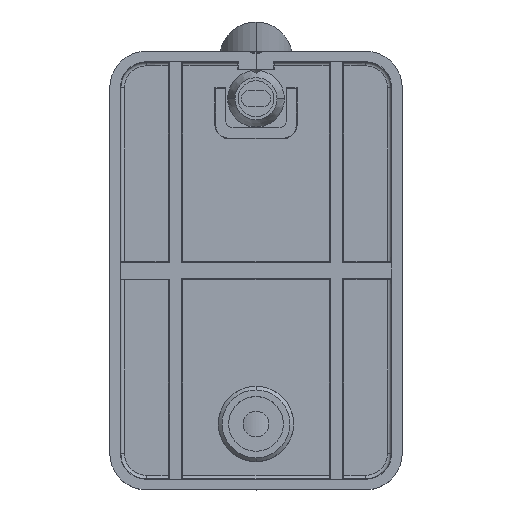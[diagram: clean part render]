
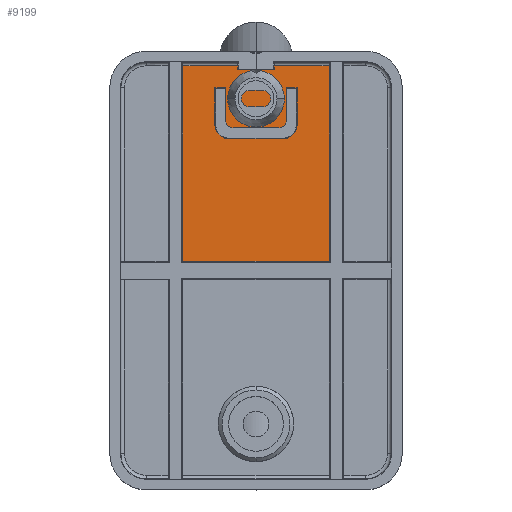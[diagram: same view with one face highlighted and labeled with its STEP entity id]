
A CAD part, top view. The second image highlights one B-rep face of the part: STEP entity #9199.
In plain terms, the highlighted face is planar.
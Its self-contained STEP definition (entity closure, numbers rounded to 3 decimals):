
#7238=DIRECTION('',(0.,-1.,0.));
#7239=VECTOR('',#7238,53.517);
#7240=CARTESIAN_POINT('',(6.,56.017,20.));
#7241=LINE('',#7240,#7239);
#7245=DIRECTION('',(0.,0.,-1.));
#7246=VECTOR('',#7245,40.);
#7247=CARTESIAN_POINT('',(6.,2.5,20.));
#7248=LINE('',#7247,#7246);
#7252=DIRECTION('',(0.,-1.,0.));
#7253=VECTOR('',#7252,53.517);
#7254=CARTESIAN_POINT('',(6.,56.017,-20.));
#7255=LINE('',#7254,#7253);
#7259=DIRECTION('',(0.,0.,1.));
#7260=VECTOR('',#7259,15.);
#7261=CARTESIAN_POINT('',(6.,56.017,-20.));
#7262=LINE('',#7261,#7260);
#7266=DIRECTION('',(0.,-1.,0.));
#7267=VECTOR('',#7266,1.017);
#7268=CARTESIAN_POINT('',(6.,56.017,-5.));
#7269=LINE('',#7268,#7267);
#7273=DIRECTION('',(0.,0.,1.));
#7274=VECTOR('',#7273,10.);
#7275=CARTESIAN_POINT('',(6.,55.,-5.));
#7276=LINE('',#7275,#7274);
#7280=DIRECTION('',(0.,-1.,0.));
#7281=VECTOR('',#7280,1.017);
#7282=CARTESIAN_POINT('',(6.,56.017,5.));
#7283=LINE('',#7282,#7281);
#7287=DIRECTION('',(0.,0.,1.));
#7288=VECTOR('',#7287,15.);
#7289=CARTESIAN_POINT('',(6.,56.017,5.));
#7290=LINE('',#7289,#7288);
#7482=DIRECTION('',(0.,0.,1.));
#7483=VECTOR('',#7482,14.5);
#7484=CARTESIAN_POINT('',(6.,36.,-7.25));
#7485=LINE('',#7484,#7483);
#7489=DIRECTION('',(0.,0.,-1.));
#7490=VECTOR('',#7489,3.);
#7491=CARTESIAN_POINT('',(6.,50.,11.25));
#7492=LINE('',#7491,#7490);
#7496=DIRECTION('',(0.,-1.,0.));
#7497=VECTOR('',#7496,9.);
#7498=CARTESIAN_POINT('',(6.,50.,8.25));
#7499=LINE('',#7498,#7497);
#7503=CARTESIAN_POINT('',(6.,41.,6.25));
#7504=DIRECTION('',(-1.,0.,0.));
#7505=DIRECTION('',(0.,-1.,0.));
#7506=AXIS2_PLACEMENT_3D('',#7503,#7504,#7505);
#7511=DIRECTION('',(0.,0.,-1.));
#7512=VECTOR('',#7511,12.5);
#7513=CARTESIAN_POINT('',(6.,39.,6.25));
#7514=LINE('',#7513,#7512);
#7518=CARTESIAN_POINT('',(6.,41.,-6.25));
#7519=DIRECTION('',(-1.,0.,0.));
#7520=DIRECTION('',(0.,0.,-1.));
#7521=AXIS2_PLACEMENT_3D('',#7518,#7519,#7520);
#7526=DIRECTION('',(0.,1.,0.));
#7527=VECTOR('',#7526,9.);
#7528=CARTESIAN_POINT('',(6.,41.,-8.25));
#7529=LINE('',#7528,#7527);
#7533=DIRECTION('',(0.,0.,-1.));
#7534=VECTOR('',#7533,3.);
#7535=CARTESIAN_POINT('',(6.,50.,-8.25));
#7536=LINE('',#7535,#7534);
#7558=CARTESIAN_POINT('',(6.,56.017,5.));
#7601=CARTESIAN_POINT('',(6.,56.017,-5.));
#8613=DIRECTION('',(0.,1.,0.));
#8614=VECTOR('',#8613,10.);
#8615=CARTESIAN_POINT('',(6.,40.,-11.25));
#8616=LINE('',#8615,#8614);
#8634=CARTESIAN_POINT('',(6.,40.,-7.25));
#8635=DIRECTION('',(1.,0.,0.));
#8636=DIRECTION('',(0.,-1.,0.));
#8637=AXIS2_PLACEMENT_3D('',#8634,#8635,#8636);
#8714=CARTESIAN_POINT('',(6.,40.,7.25));
#8715=DIRECTION('',(1.,0.,0.));
#8716=DIRECTION('',(0.,0.,1.));
#8717=AXIS2_PLACEMENT_3D('',#8714,#8715,#8716);
#8736=DIRECTION('',(0.,-1.,0.));
#8737=VECTOR('',#8736,10.);
#8738=CARTESIAN_POINT('',(6.,50.,11.25));
#8739=LINE('',#8738,#8737);
#8832=CARTESIAN_POINT('',(6.,55.,-5.));
#8834=VERTEX_POINT('',#8832);
#8836=CARTESIAN_POINT('',(6.,55.,5.));
#8838=VERTEX_POINT('',#8836);
#8861=VERTEX_POINT('',#7601);
#8894=VERTEX_POINT('',#7558);
#8922=CARTESIAN_POINT('',(6.,56.017,20.));
#8923=CARTESIAN_POINT('',(6.,2.5,20.));
#8924=VERTEX_POINT('',#8922);
#8925=VERTEX_POINT('',#8923);
#8926=CARTESIAN_POINT('',(6.,2.5,-20.));
#8927=VERTEX_POINT('',#8926);
#8928=CARTESIAN_POINT('',(6.,56.017,-20.));
#8929=VERTEX_POINT('',#8928);
#9044=CARTESIAN_POINT('',(6.,41.,-8.25));
#9046=VERTEX_POINT('',#9044);
#9048=CARTESIAN_POINT('',(6.,39.,-6.25));
#9049=VERTEX_POINT('',#9048);
#9052=CARTESIAN_POINT('',(6.,39.,6.25));
#9053=CARTESIAN_POINT('',(6.,41.,8.25));
#9054=VERTEX_POINT('',#9052);
#9055=VERTEX_POINT('',#9053);
#9068=CARTESIAN_POINT('',(6.,50.,11.25));
#9069=CARTESIAN_POINT('',(6.,50.,8.25));
#9070=VERTEX_POINT('',#9068);
#9071=VERTEX_POINT('',#9069);
#9072=CARTESIAN_POINT('',(6.,50.,-8.25));
#9073=CARTESIAN_POINT('',(6.,50.,-11.25));
#9074=VERTEX_POINT('',#9072);
#9075=VERTEX_POINT('',#9073);
#9080=CARTESIAN_POINT('',(6.,36.,-7.25));
#9081=CARTESIAN_POINT('',(6.,36.,7.25));
#9082=VERTEX_POINT('',#9080);
#9083=VERTEX_POINT('',#9081);
#9084=CARTESIAN_POINT('',(6.,40.,11.25));
#9085=VERTEX_POINT('',#9084);
#9086=CARTESIAN_POINT('',(6.,40.,-11.25));
#9087=VERTEX_POINT('',#9086);
#9150=CARTESIAN_POINT('',(6.,0.,0.));
#9151=DIRECTION('',(1.,0.,0.));
#9152=DIRECTION('',(0.,0.,-1.));
#9153=AXIS2_PLACEMENT_3D('',#9150,#9151,#9152);
#9154=PLANE('',#9153);
#9156=ORIENTED_EDGE('',*,*,#9155,.T.);
#9158=ORIENTED_EDGE('',*,*,#9157,.T.);
#9160=ORIENTED_EDGE('',*,*,#9159,.F.);
#9162=ORIENTED_EDGE('',*,*,#9161,.T.);
#9164=ORIENTED_EDGE('',*,*,#9163,.T.);
#9166=ORIENTED_EDGE('',*,*,#9165,.T.);
#9168=ORIENTED_EDGE('',*,*,#9167,.F.);
#9170=ORIENTED_EDGE('',*,*,#9169,.T.);
#9171=EDGE_LOOP('',(#9156,#9158,#9160,#9162,#9164,#9166,#9168,#9170));
#9172=FACE_OUTER_BOUND('',#9171,.F.);
#9174=ORIENTED_EDGE('',*,*,#9173,.F.);
#9176=ORIENTED_EDGE('',*,*,#9175,.F.);
#9178=ORIENTED_EDGE('',*,*,#9177,.T.);
#9180=ORIENTED_EDGE('',*,*,#9179,.F.);
#9182=ORIENTED_EDGE('',*,*,#9181,.F.);
#9184=ORIENTED_EDGE('',*,*,#9183,.T.);
#9186=ORIENTED_EDGE('',*,*,#9185,.T.);
#9188=ORIENTED_EDGE('',*,*,#9187,.F.);
#9190=ORIENTED_EDGE('',*,*,#9189,.T.);
#9192=ORIENTED_EDGE('',*,*,#9191,.F.);
#9194=ORIENTED_EDGE('',*,*,#9193,.T.);
#9196=ORIENTED_EDGE('',*,*,#9195,.T.);
#9197=EDGE_LOOP('',(#9174,#9176,#9178,#9180,#9182,#9184,#9186,#9188,#9190,#9192,
#9194,#9196));
#9198=FACE_BOUND('',#9197,.F.);
#7507=CIRCLE('',#7506,2.);
#7522=CIRCLE('',#7521,2.);
#8638=CIRCLE('',#8637,4.);
#8718=CIRCLE('',#8717,4.);
#9155=EDGE_CURVE('',#8924,#8925,#7241,.T.);
#9157=EDGE_CURVE('',#8925,#8927,#7248,.T.);
#9159=EDGE_CURVE('',#8929,#8927,#7255,.T.);
#9161=EDGE_CURVE('',#8929,#8861,#7262,.T.);
#9163=EDGE_CURVE('',#8861,#8834,#7269,.T.);
#9165=EDGE_CURVE('',#8834,#8838,#7276,.T.);
#9167=EDGE_CURVE('',#8894,#8838,#7283,.T.);
#9169=EDGE_CURVE('',#8894,#8924,#7290,.T.);
#9173=EDGE_CURVE('',#9087,#9075,#8616,.T.);
#9175=EDGE_CURVE('',#9082,#9087,#8638,.T.);
#9177=EDGE_CURVE('',#9082,#9083,#7485,.T.);
#9179=EDGE_CURVE('',#9085,#9083,#8718,.T.);
#9181=EDGE_CURVE('',#9070,#9085,#8739,.T.);
#9183=EDGE_CURVE('',#9070,#9071,#7492,.T.);
#9185=EDGE_CURVE('',#9071,#9055,#7499,.T.);
#9187=EDGE_CURVE('',#9054,#9055,#7507,.T.);
#9189=EDGE_CURVE('',#9054,#9049,#7514,.T.);
#9191=EDGE_CURVE('',#9046,#9049,#7522,.T.);
#9193=EDGE_CURVE('',#9046,#9074,#7529,.T.);
#9195=EDGE_CURVE('',#9074,#9075,#7536,.T.);
#9199=ADVANCED_FACE('',(#9172,#9198),#9154,.F.);
